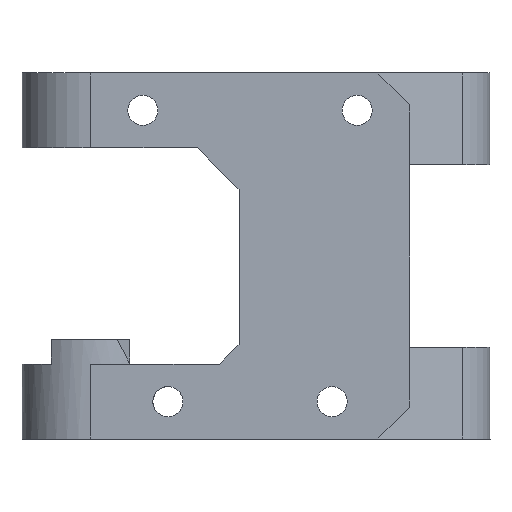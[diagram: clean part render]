
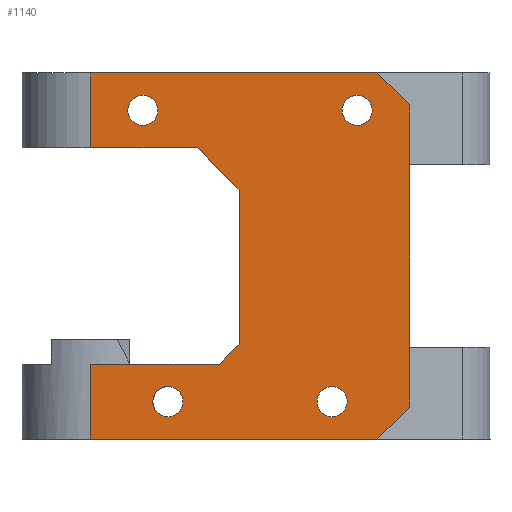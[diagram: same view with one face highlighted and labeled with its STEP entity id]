
A CAD part, front view. The second image highlights one B-rep face of the part: STEP entity #1140.
In plain terms, the highlighted planar face has unit normal (0, -1, 0).
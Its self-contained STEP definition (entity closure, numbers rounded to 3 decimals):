
#20=FACE_BOUND('',#206,.T.);
#21=FACE_BOUND('',#207,.T.);
#22=FACE_BOUND('',#208,.T.);
#23=FACE_BOUND('',#209,.T.);
#77=CIRCLE('',#1240,1.65);
#78=CIRCLE('',#1241,1.65);
#79=CIRCLE('',#1242,1.65);
#80=CIRCLE('',#1243,1.65);
#135=FACE_OUTER_BOUND('',#205,.T.);
#205=EDGE_LOOP('',(#869,#870,#871,#872,#873,#874,#875,#876,#877,#878,#879,
#880,#881,#882));
#206=EDGE_LOOP('',(#883));
#207=EDGE_LOOP('',(#884));
#208=EDGE_LOOP('',(#885));
#209=EDGE_LOOP('',(#886));
#269=LINE('',#1710,#371);
#275=LINE('',#1721,#377);
#277=LINE('',#1726,#379);
#314=LINE('',#1828,#416);
#318=LINE('',#1839,#420);
#319=LINE('',#1842,#421);
#320=LINE('',#1844,#422);
#321=LINE('',#1846,#423);
#322=LINE('',#1848,#424);
#323=LINE('',#1850,#425);
#324=LINE('',#1852,#426);
#325=LINE('',#1854,#427);
#326=LINE('',#1856,#428);
#327=LINE('',#1857,#429);
#371=VECTOR('',#1346,10.);
#377=VECTOR('',#1354,10.);
#379=VECTOR('',#1358,10.);
#416=VECTOR('',#1453,10.);
#420=VECTOR('',#1465,10.);
#421=VECTOR('',#1468,10.);
#422=VECTOR('',#1469,10.);
#423=VECTOR('',#1470,10.);
#424=VECTOR('',#1471,10.);
#425=VECTOR('',#1472,10.);
#426=VECTOR('',#1473,10.);
#427=VECTOR('',#1474,10.);
#428=VECTOR('',#1475,10.);
#429=VECTOR('',#1476,10.);
#483=VERTEX_POINT('',#1706);
#485=VERTEX_POINT('',#1709);
#489=VERTEX_POINT('',#1719);
#491=VERTEX_POINT('',#1725);
#526=VERTEX_POINT('',#1825);
#527=VERTEX_POINT('',#1827);
#531=VERTEX_POINT('',#1841);
#532=VERTEX_POINT('',#1843);
#533=VERTEX_POINT('',#1845);
#534=VERTEX_POINT('',#1847);
#535=VERTEX_POINT('',#1849);
#536=VERTEX_POINT('',#1851);
#537=VERTEX_POINT('',#1853);
#538=VERTEX_POINT('',#1855);
#539=VERTEX_POINT('',#1858);
#540=VERTEX_POINT('',#1860);
#541=VERTEX_POINT('',#1862);
#542=VERTEX_POINT('',#1864);
#593=EDGE_CURVE('',#485,#483,#269,.F.);
#599=EDGE_CURVE('',#483,#489,#275,.T.);
#601=EDGE_CURVE('',#491,#485,#277,.T.);
#653=EDGE_CURVE('',#527,#526,#314,.T.);
#659=EDGE_CURVE('',#491,#526,#318,.T.);
#660=EDGE_CURVE('',#531,#489,#319,.T.);
#661=EDGE_CURVE('',#532,#531,#320,.T.);
#662=EDGE_CURVE('',#532,#533,#321,.T.);
#663=EDGE_CURVE('',#534,#533,#322,.T.);
#664=EDGE_CURVE('',#535,#534,#323,.T.);
#665=EDGE_CURVE('',#536,#535,#324,.T.);
#666=EDGE_CURVE('',#536,#537,#325,.T.);
#667=EDGE_CURVE('',#537,#538,#326,.T.);
#668=EDGE_CURVE('',#538,#527,#327,.T.);
#669=EDGE_CURVE('',#539,#539,#77,.T.);
#670=EDGE_CURVE('',#540,#540,#78,.T.);
#671=EDGE_CURVE('',#541,#541,#79,.T.);
#672=EDGE_CURVE('',#542,#542,#80,.T.);
#869=ORIENTED_EDGE('',*,*,#659,.F.);
#870=ORIENTED_EDGE('',*,*,#601,.T.);
#871=ORIENTED_EDGE('',*,*,#593,.T.);
#872=ORIENTED_EDGE('',*,*,#599,.T.);
#873=ORIENTED_EDGE('',*,*,#660,.F.);
#874=ORIENTED_EDGE('',*,*,#661,.F.);
#875=ORIENTED_EDGE('',*,*,#662,.T.);
#876=ORIENTED_EDGE('',*,*,#663,.F.);
#877=ORIENTED_EDGE('',*,*,#664,.F.);
#878=ORIENTED_EDGE('',*,*,#665,.F.);
#879=ORIENTED_EDGE('',*,*,#666,.T.);
#880=ORIENTED_EDGE('',*,*,#667,.T.);
#881=ORIENTED_EDGE('',*,*,#668,.T.);
#882=ORIENTED_EDGE('',*,*,#653,.T.);
#883=ORIENTED_EDGE('',*,*,#669,.T.);
#884=ORIENTED_EDGE('',*,*,#670,.T.);
#885=ORIENTED_EDGE('',*,*,#671,.T.);
#886=ORIENTED_EDGE('',*,*,#672,.T.);
#1094=PLANE('',#1239);
#1140=ADVANCED_FACE('',(#135,#20,#21,#22,#23),#1094,.T.);
#1239=AXIS2_PLACEMENT_3D('',#1840,#1466,#1467);
#1240=AXIS2_PLACEMENT_3D('',#1859,#1477,#1478);
#1241=AXIS2_PLACEMENT_3D('',#1861,#1479,#1480);
#1242=AXIS2_PLACEMENT_3D('',#1863,#1481,#1482);
#1243=AXIS2_PLACEMENT_3D('',#1865,#1483,#1484);
#1346=DIRECTION('',(0.,0.,-1.));
#1354=DIRECTION('',(0.,0.,1.));
#1358=DIRECTION('',(0.,0.,1.));
#1453=DIRECTION('',(1.,0.,0.));
#1465=DIRECTION('',(-0.707,0.,-0.707));
#1466=DIRECTION('center_axis',(0.,-1.,0.));
#1467=DIRECTION('ref_axis',(0.,0.,
1.));
#1468=DIRECTION('',(0.707,0.,-0.707));
#1469=DIRECTION('',(1.,0.,0.));
#1470=DIRECTION('',(0.,0.,-1.));
#1471=DIRECTION('',(-1.,0.,0.));
#1472=DIRECTION('',(-0.707,0.,0.707));
#1473=DIRECTION('',(0.,0.,1.));
#1474=DIRECTION('',(-0.707,0.,-0.707));
#1475=DIRECTION('',(-1.,0.,0.));
#1476=DIRECTION('',(0.,0.,-1.));
#1477=DIRECTION('center_axis',(0.,1.,0.));
#1478=DIRECTION('ref_axis',(1.,0.,0.));
#1479=DIRECTION('center_axis',(0.,1.,0.));
#1480=DIRECTION('ref_axis',(1.,0.,0.));
#1481=DIRECTION('center_axis',(0.,1.,0.));
#1482=DIRECTION('ref_axis',(1.,0.,0.));
#1483=DIRECTION('center_axis',(0.,1.,0.));
#1484=DIRECTION('ref_axis',(-1.,0.,0.));
#1706=CARTESIAN_POINT('',(17.5,114.348,38.603));
#1709=CARTESIAN_POINT('',(17.5,114.348,18.603));
#1710=CARTESIAN_POINT('',(17.5,114.348,31.887));
#1719=CARTESIAN_POINT('',(17.5,114.348,45.17));
#1721=CARTESIAN_POINT('',(17.5,114.348,31.887));
#1725=CARTESIAN_POINT('',(17.5,114.348,12.035));
#1726=CARTESIAN_POINT('',(17.5,114.348,31.887));
#1825=CARTESIAN_POINT('',(14.,114.348,8.535));
#1827=CARTESIAN_POINT('',(-17.5,114.348,8.535));
#1828=CARTESIAN_POINT('',(8.147,114.348,8.535));
#1839=CARTESIAN_POINT('',(14.741,114.348,9.276));
#1840=CARTESIAN_POINT('Origin',(9.745,114.348,12.253));
#1841=CARTESIAN_POINT('',(14.,114.348,48.67));
#1842=CARTESIAN_POINT('',(22.916,114.348,39.755));
#1843=CARTESIAN_POINT('',(-17.474,114.348,48.67));
#1844=CARTESIAN_POINT('',(10.994,114.348,48.67));
#1845=CARTESIAN_POINT('',(-17.475,114.348,40.461));
#1846=CARTESIAN_POINT('',(-17.474,114.348,48.67));
#1847=CARTESIAN_POINT('',(-5.771,114.348,40.461));
#1848=CARTESIAN_POINT('',(10.744,114.348,40.461));
#1849=CARTESIAN_POINT('',(-1.207,114.348,35.897));
#1850=CARTESIAN_POINT('',(6.358,114.348,28.332));
#1851=CARTESIAN_POINT('',(-1.207,114.348,18.901));
#1852=CARTESIAN_POINT('',(-1.207,114.348,21.412));
#1853=CARTESIAN_POINT('',(-3.364,114.348,16.744));
#1854=CARTESIAN_POINT('',(0.482,114.348,20.59));
#1855=CARTESIAN_POINT('',(-17.5,114.348,16.744));
#1856=CARTESIAN_POINT('',(-2.168,114.348,16.744));
#1857=CARTESIAN_POINT('',(-17.5,114.348,9.453));
#1858=CARTESIAN_POINT('',(-13.4,114.348,44.566));
#1859=CARTESIAN_POINT('Origin',(-11.75,114.348,44.566));
#1860=CARTESIAN_POINT('',(10.1,114.348,44.566));
#1861=CARTESIAN_POINT('Origin',(11.75,114.348,44.566));
#1862=CARTESIAN_POINT('',(7.35,114.348,12.64));
#1863=CARTESIAN_POINT('Origin',(9.,114.348,12.64));
#1864=CARTESIAN_POINT('',(-7.35,114.348,12.64));
#1865=CARTESIAN_POINT('Origin',(-9.,114.348,12.64));
